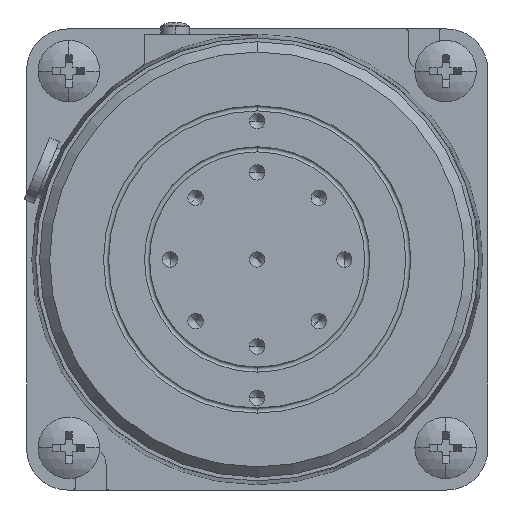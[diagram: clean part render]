
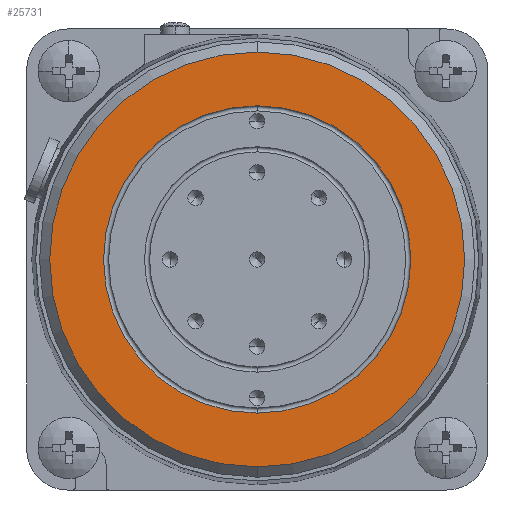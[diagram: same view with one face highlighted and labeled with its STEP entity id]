
A CAD part, left-side view. The second image highlights one B-rep face of the part: STEP entity #25731.
In plain terms, the highlighted planar face has unit normal (-1, 0, 0).
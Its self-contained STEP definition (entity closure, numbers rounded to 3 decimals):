
#1158 = AXIS2_PLACEMENT_3D ( 'NONE', #24349, #4980, #13566 ) ;
#2607 = ORIENTED_EDGE ( 'NONE', *, *, #21724, .F. ) ;
#3593 = AXIS2_PLACEMENT_3D ( 'NONE', #10282, #18891, #27562 ) ;
#4050 = ORIENTED_EDGE ( 'NONE', *, *, #7483, .T. ) ;
#4578 = CIRCLE ( 'NONE', #20361, 40.5 ) ;
#4928 = DIRECTION ( 'NONE',  ( 0., 0., 1. ) ) ;
#4980 = DIRECTION ( 'NONE',  ( -1., 0., 0. ) ) ;
#5733 = ORIENTED_EDGE ( 'NONE', *, *, #14870, .F. ) ;
#6214 = DIRECTION ( 'NONE',  ( 0., 0., 1. ) ) ;
#6303 = EDGE_LOOP ( 'NONE', ( #8758, #4050 ) ) ;
#7040 = PLANE ( 'NONE',  #24069 ) ;
#7483 = EDGE_CURVE ( 'NONE', #19749, #27420, #4578, .T. ) ;
#8758 = ORIENTED_EDGE ( 'NONE', *, *, #27111, .T. ) ;
#8821 = CARTESIAN_POINT ( 'NONE',  ( 2533.792, -775.157, -30. ) ) ;
#10114 = CARTESIAN_POINT ( 'NONE',  ( 2533.792, -775.157, 0. ) ) ;
#10282 = CARTESIAN_POINT ( 'NONE',  ( 2533.792, -775.157, 0. ) ) ;
#13327 = CIRCLE ( 'NONE', #1158, 30. ) ;
#13566 = DIRECTION ( 'NONE',  ( 0., 0., 1. ) ) ;
#14870 = EDGE_CURVE ( 'NONE', #18024, #20815, #27297, .T. ) ;
#15058 = AXIS2_PLACEMENT_3D ( 'NONE', #16967, #25595, #6214 ) ;
#15430 = CARTESIAN_POINT ( 'NONE',  ( 2533.792, -775.157, 40.5 ) ) ;
#15661 = CARTESIAN_POINT ( 'NONE',  ( 2533.792, -745.157, 0. ) ) ;
#15791 = CIRCLE ( 'NONE', #3593, 40.5 ) ;
#16967 = CARTESIAN_POINT ( 'NONE',  ( 2533.792, -775.157, 0. ) ) ;
#17795 = FACE_OUTER_BOUND ( 'NONE', #6303, .T. ) ;
#18024 = VERTEX_POINT ( 'NONE', #8821 ) ;
#18718 = DIRECTION ( 'NONE',  ( -1., 0., 0. ) ) ;
#18891 = DIRECTION ( 'NONE',  ( -1., 0., 0. ) ) ;
#19352 = CARTESIAN_POINT ( 'NONE',  ( 2533.792, -775.157, 30. ) ) ;
#19749 = VERTEX_POINT ( 'NONE', #15430 ) ;
#20361 = AXIS2_PLACEMENT_3D ( 'NONE', #10114, #18718, #27393 ) ;
#20815 = VERTEX_POINT ( 'NONE', #19352 ) ;
#21724 = EDGE_CURVE ( 'NONE', #20815, #18024, #13327, .T. ) ;
#24069 = AXIS2_PLACEMENT_3D ( 'NONE', #15661, #24294, #4928 ) ;
#24294 = DIRECTION ( 'NONE',  ( -1., 0., 0. ) ) ;
#24349 = CARTESIAN_POINT ( 'NONE',  ( 2533.792, -775.157, 0. ) ) ;
#24807 = EDGE_LOOP ( 'NONE', ( #2607, #5733 ) ) ;
#25595 = DIRECTION ( 'NONE',  ( -1., 0., 0. ) ) ;
#25731 = ADVANCED_FACE ( 'NONE', ( #17795, #26439 ), #7040, .T. ) ;
#26439 = FACE_BOUND ( 'NONE', #24807, .T. ) ;
#26832 = CARTESIAN_POINT ( 'NONE',  ( 2533.792, -775.157, -40.5 ) ) ;
#27111 = EDGE_CURVE ( 'NONE', #27420, #19749, #15791, .T. ) ;
#27297 = CIRCLE ( 'NONE', #15058, 30. ) ;
#27393 = DIRECTION ( 'NONE',  ( 0., 0., 1. ) ) ;
#27420 = VERTEX_POINT ( 'NONE', #26832 ) ;
#27562 = DIRECTION ( 'NONE',  ( 0., 0., 1. ) ) ;
